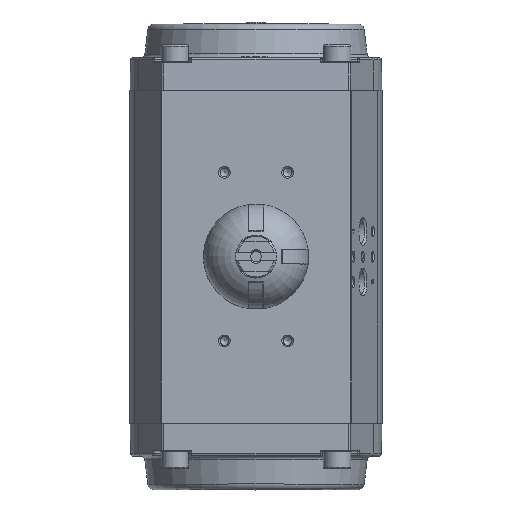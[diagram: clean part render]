
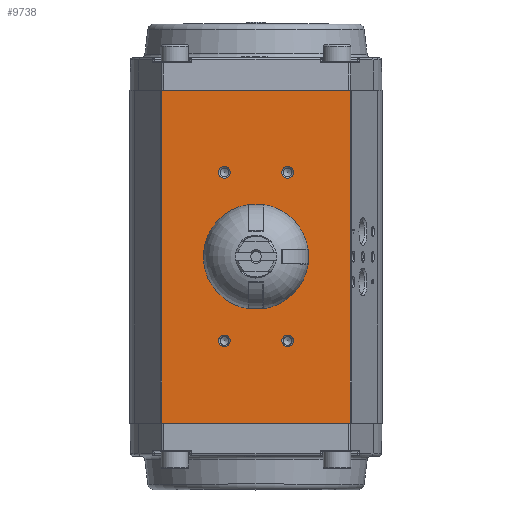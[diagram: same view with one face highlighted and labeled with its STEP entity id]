
A CAD part, top view. The second image highlights one B-rep face of the part: STEP entity #9738.
In plain terms, the highlighted planar face has unit normal (0, 0, 1).
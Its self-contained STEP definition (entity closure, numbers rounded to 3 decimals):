
#371=LINE('',#16441,#1148);
#396=LINE('',#16513,#1173);
#397=LINE('',#16515,#1174);
#398=LINE('',#16517,#1175);
#1148=VECTOR('',#12640,1000.);
#1173=VECTOR('',#12711,1000.);
#1174=VECTOR('',#12712,1000.);
#1175=VECTOR('',#12713,1000.);
#1845=PLANE('',#11135);
#2811=ORIENTED_EDGE('',*,*,#5304,.T.);
#2812=ORIENTED_EDGE('',*,*,#5305,.T.);
#2813=ORIENTED_EDGE('',*,*,#5306,.F.);
#2814=ORIENTED_EDGE('',*,*,#5268,.T.);
#2815=ORIENTED_EDGE('',*,*,#5228,.T.);
#2816=ORIENTED_EDGE('',*,*,#5227,.T.);
#2817=ORIENTED_EDGE('',*,*,#5226,.T.);
#2818=ORIENTED_EDGE('',*,*,#5225,.T.);
#2819=ORIENTED_EDGE('',*,*,#5307,.T.);
#5225=EDGE_CURVE('',#6704,#6704,#7705,.T.);
#5226=EDGE_CURVE('',#6705,#6705,#7706,.T.);
#5227=EDGE_CURVE('',#6706,#6706,#7707,.T.);
#5228=EDGE_CURVE('',#6707,#6707,#7708,.T.);
#5268=EDGE_CURVE('',#6744,#6742,#371,.T.);
#5304=EDGE_CURVE('',#6742,#6768,#396,.T.);
#5305=EDGE_CURVE('',#6768,#6769,#397,.T.);
#5306=EDGE_CURVE('',#6744,#6769,#398,.T.);
#5307=EDGE_CURVE('',#6770,#6770,#7729,.T.);
#6704=VERTEX_POINT('',#16278);
#6705=VERTEX_POINT('',#16281);
#6706=VERTEX_POINT('',#16284);
#6707=VERTEX_POINT('',#16287);
#6742=VERTEX_POINT('',#16439);
#6744=VERTEX_POINT('',#16442);
#6768=VERTEX_POINT('',#16514);
#6769=VERTEX_POINT('',#16516);
#6770=VERTEX_POINT('',#16519);
#7705=CIRCLE('',#11084,2.75);
#7706=CIRCLE('',#11086,2.75);
#7707=CIRCLE('',#11088,2.75);
#7708=CIRCLE('',#11090,2.75);
#7729=CIRCLE('',#11136,13.15);
#8250=EDGE_LOOP('',(#2811,#2812,#2813,#2814));
#8251=EDGE_LOOP('',(#2815));
#8252=EDGE_LOOP('',(#2816));
#8253=EDGE_LOOP('',(#2817));
#8254=EDGE_LOOP('',(#2818));
#8255=EDGE_LOOP('',(#2819));
#9001=FACE_BOUND('',#8250,.T.);
#9002=FACE_BOUND('',#8251,.T.);
#9003=FACE_BOUND('',#8252,.T.);
#9004=FACE_BOUND('',#8253,.T.);
#9005=FACE_BOUND('',#8254,.T.);
#9006=FACE_BOUND('',#8255,.T.);
#9738=ADVANCED_FACE('',(#9001,#9002,#9003,#9004,#9005,#9006),#1845,.T.);
#11084=AXIS2_PLACEMENT_3D('',#16277,#12559,#12560);
#11086=AXIS2_PLACEMENT_3D('',#16280,#12563,#12564);
#11088=AXIS2_PLACEMENT_3D('',#16283,#12567,#12568);
#11090=AXIS2_PLACEMENT_3D('',#16286,#12571,#12572);
#11135=AXIS2_PLACEMENT_3D('',#16512,#12709,#12710);
#11136=AXIS2_PLACEMENT_3D('',#16518,#12714,#12715);
#12559=DIRECTION('',(0.,0.,-1.));
#12560=DIRECTION('',(0.,1.,0.));
#12563=DIRECTION('',(0.,0.,-1.));
#12564=DIRECTION('',(0.,1.,0.));
#12567=DIRECTION('',(0.,0.,-1.));
#12568=DIRECTION('',(0.,1.,0.));
#12571=DIRECTION('',(0.,0.,-1.));
#12572=DIRECTION('',(0.,1.,0.));
#12640=DIRECTION('',(0.,-1.,0.));
#12709=DIRECTION('',(0.,0.,1.));
#12710=DIRECTION('',(1.,0.,0.));
#12711=DIRECTION('',(1.,0.,0.));
#12712=DIRECTION('',(0.,1.,0.));
#12713=DIRECTION('',(1.,0.,0.));
#12714=DIRECTION('',(0.,0.,-1.));
#12715=DIRECTION('',(0.,-1.,0.));
#16277=CARTESIAN_POINT('',(-15.,40.,70.));
#16278=CARTESIAN_POINT('',(-15.,42.75,70.));
#16280=CARTESIAN_POINT('',(15.,40.,70.));
#16281=CARTESIAN_POINT('',(15.,42.75,70.));
#16283=CARTESIAN_POINT('',(15.,-40.,70.));
#16284=CARTESIAN_POINT('',(15.,-37.25,70.));
#16286=CARTESIAN_POINT('',(-15.,-40.,70.));
#16287=CARTESIAN_POINT('',(-15.,-37.25,70.));
#16439=CARTESIAN_POINT('',(-44.628,-79.,70.));
#16441=CARTESIAN_POINT('',(-44.628,-79.,70.));
#16442=CARTESIAN_POINT('',(-44.628,79.,70.));
#16512=CARTESIAN_POINT('',(-45.,-79.,70.));
#16513=CARTESIAN_POINT('',(-45.,-79.,70.));
#16514=CARTESIAN_POINT('',(44.628,-79.,70.));
#16515=CARTESIAN_POINT('',(44.628,-79.,70.));
#16516=CARTESIAN_POINT('',(44.628,79.,70.));
#16517=CARTESIAN_POINT('',(-45.,79.,70.));
#16518=CARTESIAN_POINT('',(0.,0.,70.));
#16519=CARTESIAN_POINT('',(0.,-13.15,70.));
